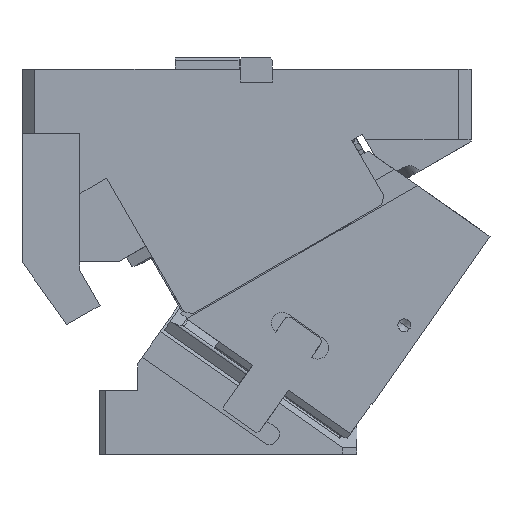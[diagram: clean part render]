
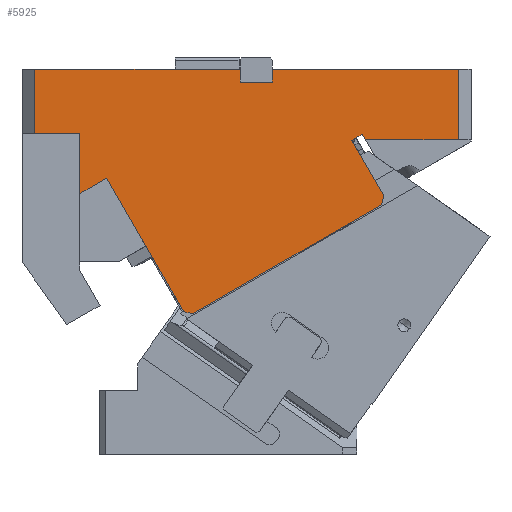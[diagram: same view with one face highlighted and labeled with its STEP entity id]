
A CAD part, front view. The second image highlights one B-rep face of the part: STEP entity #5925.
In plain terms, the highlighted planar face has unit normal (0, -1, 0).
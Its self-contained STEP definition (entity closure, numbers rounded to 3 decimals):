
#395=CARTESIAN_POINT('Vertex',(-275.,-75.,250.)) ;
#414=CARTESIAN_POINT('Vertex',(-275.,-75.,203.034)) ;
#417=CARTESIAN_POINT('Line Origine',(-275.,-75.,226.517)) ;
#566=CARTESIAN_POINT('Vertex',(-253.997,-75.,215.16)) ;
#569=CARTESIAN_POINT('Line Origine',(-264.499,-75.,209.097)) ;
#611=CARTESIAN_POINT('Vertex',(-193.997,-75.,111.237)) ;
#614=CARTESIAN_POINT('Line Origine',(-223.997,-75.,163.199)) ;
#891=CARTESIAN_POINT('Vertex',(-187.167,-75.,109.407)) ;
#894=CARTESIAN_POINT('Line Origine',(-190.582,-75.,110.322)) ;
#1090=CARTESIAN_POINT('Vertex',(-63.126,-75.,244.562)) ;
#1093=CARTESIAN_POINT('Line Origine',(-50.619,-75.,222.9)) ;
#1097=CARTESIAN_POINT('Vertex',(-38.113,-75.,201.237)) ;
#1285=CARTESIAN_POINT('Line Origine',(-39.028,-75.,197.822)) ;
#1289=CARTESIAN_POINT('Vertex',(-39.943,-75.,194.407)) ;
#1320=CARTESIAN_POINT('Vertex',(-60.961,-75.,245.812)) ;
#1323=CARTESIAN_POINT('Line Origine',(-62.044,-75.,245.187)) ;
#1449=CARTESIAN_POINT('Vertex',(-60.948,-75.,245.789)) ;
#1452=CARTESIAN_POINT('Line Origine',(-60.954,-75.,245.8)) ;
#1916=CARTESIAN_POINT('Vertex',(-310.,-75.,300.)) ;
#1930=CARTESIAN_POINT('Vertex',(-310.,-75.,250.)) ;
#1933=CARTESIAN_POINT('Line Origine',(-310.,-75.,275.)) ;
#2081=CARTESIAN_POINT('Vertex',(-150.,-75.,300.)) ;
#2084=CARTESIAN_POINT('Line Origine',(-150.,-75.,295.)) ;
#2088=CARTESIAN_POINT('Vertex',(-150.,-75.,290.)) ;
#2142=CARTESIAN_POINT('Vertex',(-125.,-75.,300.)) ;
#2145=CARTESIAN_POINT('Line Origine',(-52.5,-75.,300.)) ;
#2149=CARTESIAN_POINT('Vertex',(20.,-75.,300.)) ;
#2298=CARTESIAN_POINT('Vertex',(20.,-75.,245.)) ;
#2306=CARTESIAN_POINT('Line Origine',(20.,-75.,272.5)) ;
#2330=CARTESIAN_POINT('Line Origine',(-16.205,-75.,245.)) ;
#2334=CARTESIAN_POINT('Vertex',(-52.409,-75.,245.)) ;
#2436=CARTESIAN_POINT('Line Origine',(-53.647,-75.,247.144)) ;
#2440=CARTESIAN_POINT('Vertex',(-54.885,-75.,249.289)) ;
#5349=CARTESIAN_POINT('Vertex',(-125.,-75.,290.)) ;
#5352=CARTESIAN_POINT('Line Origine',(-125.,-75.,295.)) ;
#5364=CARTESIAN_POINT('Line Origine',(-137.5,-75.,290.)) ;
#5546=CARTESIAN_POINT('Line Origine',(-57.916,-75.,247.539)) ;
#5605=CARTESIAN_POINT('Line Origine',(-230.,-75.,300.)) ;
#5702=CARTESIAN_POINT('Line Origine',(-113.555,-75.,151.907)) ;
#5867=CARTESIAN_POINT('Line Origine',(-292.5,-75.,250.)) ;
#5898=CARTESIAN_POINT('Axis2P3D Location',(30.,-75.,250.)) ;
#418=DIRECTION('Vector Direction',(0.,0.,-1.)) ;
#570=DIRECTION('Vector Direction',(0.866,0.,0.5)) ;
#615=DIRECTION('Vector Direction',(-0.5,0.,0.866)) ;
#895=DIRECTION('Vector Direction',(0.966,0.,-0.259)) ;
#1094=DIRECTION('Vector Direction',(-0.5,0.,0.866)) ;
#1286=DIRECTION('Vector Direction',(0.259,0.,0.966)) ;
#1324=DIRECTION('Vector Direction',(0.866,0.,0.5)) ;
#1453=DIRECTION('Vector Direction',(-0.5,0.,0.866)) ;
#1934=DIRECTION('Vector Direction',(0.,0.,-1.)) ;
#2085=DIRECTION('Vector Direction',(0.,0.,1.)) ;
#2146=DIRECTION('Vector Direction',(-1.,0.,0.)) ;
#2307=DIRECTION('Vector Direction',(0.,0.,1.)) ;
#2331=DIRECTION('Vector Direction',(1.,0.,0.)) ;
#2437=DIRECTION('Vector Direction',(0.5,0.,-0.866)) ;
#5353=DIRECTION('Vector Direction',(0.,0.,1.)) ;
#5365=DIRECTION('Vector Direction',(1.,0.,0.)) ;
#5547=DIRECTION('Vector Direction',(0.866,0.,0.5)) ;
#5606=DIRECTION('Vector Direction',(-1.,0.,0.)) ;
#5703=DIRECTION('Vector Direction',(0.866,0.,0.5)) ;
#5868=DIRECTION('Vector Direction',(1.,0.,0.)) ;
#5899=DIRECTION('Axis2P3D Direction',(0.,1.,0.)) ;
#5900=DIRECTION('Axis2P3D XDirection',(-1.,0.,0.)) ;
#5901=AXIS2_PLACEMENT_3D('Plane Axis2P3D',#5898,#5899,#5900) ;
#5904=ORIENTED_EDGE('',*,*,#898,.T.) ;
#5905=ORIENTED_EDGE('',*,*,#5706,.T.) ;
#5906=ORIENTED_EDGE('',*,*,#1291,.T.) ;
#5907=ORIENTED_EDGE('',*,*,#1099,.T.) ;
#5908=ORIENTED_EDGE('',*,*,#1327,.T.) ;
#5909=ORIENTED_EDGE('',*,*,#1456,.F.) ;
#5910=ORIENTED_EDGE('',*,*,#5550,.T.) ;
#5911=ORIENTED_EDGE('',*,*,#2442,.T.) ;
#5912=ORIENTED_EDGE('',*,*,#2336,.T.) ;
#5913=ORIENTED_EDGE('',*,*,#2310,.T.) ;
#5914=ORIENTED_EDGE('',*,*,#2151,.T.) ;
#5915=ORIENTED_EDGE('',*,*,#5356,.F.) ;
#5916=ORIENTED_EDGE('',*,*,#5368,.F.) ;
#5917=ORIENTED_EDGE('',*,*,#2090,.T.) ;
#5918=ORIENTED_EDGE('',*,*,#5609,.T.) ;
#5919=ORIENTED_EDGE('',*,*,#1937,.T.) ;
#5920=ORIENTED_EDGE('',*,*,#5871,.T.) ;
#5921=ORIENTED_EDGE('',*,*,#421,.T.) ;
#5922=ORIENTED_EDGE('',*,*,#573,.T.) ;
#5923=ORIENTED_EDGE('',*,*,#618,.F.) ;
#419=VECTOR('Line Direction',#418,1.) ;
#571=VECTOR('Line Direction',#570,1.) ;
#616=VECTOR('Line Direction',#615,1.) ;
#896=VECTOR('Line Direction',#895,1.) ;
#1095=VECTOR('Line Direction',#1094,1.) ;
#1287=VECTOR('Line Direction',#1286,1.) ;
#1325=VECTOR('Line Direction',#1324,1.) ;
#1454=VECTOR('Line Direction',#1453,1.) ;
#1935=VECTOR('Line Direction',#1934,1.) ;
#2086=VECTOR('Line Direction',#2085,1.) ;
#2147=VECTOR('Line Direction',#2146,1.) ;
#2308=VECTOR('Line Direction',#2307,1.) ;
#2332=VECTOR('Line Direction',#2331,1.) ;
#2438=VECTOR('Line Direction',#2437,1.) ;
#5354=VECTOR('Line Direction',#5353,1.) ;
#5366=VECTOR('Line Direction',#5365,1.) ;
#5548=VECTOR('Line Direction',#5547,1.) ;
#5607=VECTOR('Line Direction',#5606,1.) ;
#5704=VECTOR('Line Direction',#5703,1.) ;
#5869=VECTOR('Line Direction',#5868,1.) ;
#5925=ADVANCED_FACE('CAM HOLDER',(#5924),#5902,.F.) ;
#421=EDGE_CURVE('',#396,#415,#420,.T.) ;
#573=EDGE_CURVE('',#415,#567,#572,.T.) ;
#618=EDGE_CURVE('',#612,#567,#617,.T.) ;
#898=EDGE_CURVE('',#612,#892,#897,.T.) ;
#1099=EDGE_CURVE('',#1098,#1091,#1096,.T.) ;
#1291=EDGE_CURVE('',#1290,#1098,#1288,.T.) ;
#1327=EDGE_CURVE('',#1091,#1321,#1326,.T.) ;
#1456=EDGE_CURVE('',#1450,#1321,#1455,.T.) ;
#1937=EDGE_CURVE('',#1917,#1931,#1936,.T.) ;
#2090=EDGE_CURVE('',#2089,#2082,#2087,.T.) ;
#2151=EDGE_CURVE('',#2150,#2143,#2148,.T.) ;
#2310=EDGE_CURVE('',#2299,#2150,#2309,.T.) ;
#2336=EDGE_CURVE('',#2335,#2299,#2333,.T.) ;
#2442=EDGE_CURVE('',#2441,#2335,#2439,.T.) ;
#5356=EDGE_CURVE('',#5350,#2143,#5355,.T.) ;
#5368=EDGE_CURVE('',#2089,#5350,#5367,.T.) ;
#5550=EDGE_CURVE('',#1450,#2441,#5549,.T.) ;
#5609=EDGE_CURVE('',#2082,#1917,#5608,.T.) ;
#5706=EDGE_CURVE('',#892,#1290,#5705,.T.) ;
#5871=EDGE_CURVE('',#1931,#396,#5870,.T.) ;
#5903=EDGE_LOOP('',(#5904,#5905,#5906,#5907,#5908,#5909,#5910,#5911,#5912,#5913,#5914,#5915,#5916,#5917,#5918,#5919,#5920,#5921,#5922,#5923)) ;
#5924=FACE_OUTER_BOUND('',#5903,.T.) ;
#420=LINE('Line',#417,#419) ;
#572=LINE('Line',#569,#571) ;
#617=LINE('Line',#614,#616) ;
#897=LINE('Line',#894,#896) ;
#1096=LINE('Line',#1093,#1095) ;
#1288=LINE('Line',#1285,#1287) ;
#1326=LINE('Line',#1323,#1325) ;
#1455=LINE('Line',#1452,#1454) ;
#1936=LINE('Line',#1933,#1935) ;
#2087=LINE('Line',#2084,#2086) ;
#2148=LINE('Line',#2145,#2147) ;
#2309=LINE('Line',#2306,#2308) ;
#2333=LINE('Line',#2330,#2332) ;
#2439=LINE('Line',#2436,#2438) ;
#5355=LINE('Line',#5352,#5354) ;
#5367=LINE('Line',#5364,#5366) ;
#5549=LINE('Line',#5546,#5548) ;
#5608=LINE('Line',#5605,#5607) ;
#5705=LINE('Line',#5702,#5704) ;
#5870=LINE('Line',#5867,#5869) ;
#5902=PLANE('Plane',#5901) ;
#396=VERTEX_POINT('',#395) ;
#415=VERTEX_POINT('',#414) ;
#567=VERTEX_POINT('',#566) ;
#612=VERTEX_POINT('',#611) ;
#892=VERTEX_POINT('',#891) ;
#1091=VERTEX_POINT('',#1090) ;
#1098=VERTEX_POINT('',#1097) ;
#1290=VERTEX_POINT('',#1289) ;
#1321=VERTEX_POINT('',#1320) ;
#1450=VERTEX_POINT('',#1449) ;
#1917=VERTEX_POINT('',#1916) ;
#1931=VERTEX_POINT('',#1930) ;
#2082=VERTEX_POINT('',#2081) ;
#2089=VERTEX_POINT('',#2088) ;
#2143=VERTEX_POINT('',#2142) ;
#2150=VERTEX_POINT('',#2149) ;
#2299=VERTEX_POINT('',#2298) ;
#2335=VERTEX_POINT('',#2334) ;
#2441=VERTEX_POINT('',#2440) ;
#5350=VERTEX_POINT('',#5349) ;
